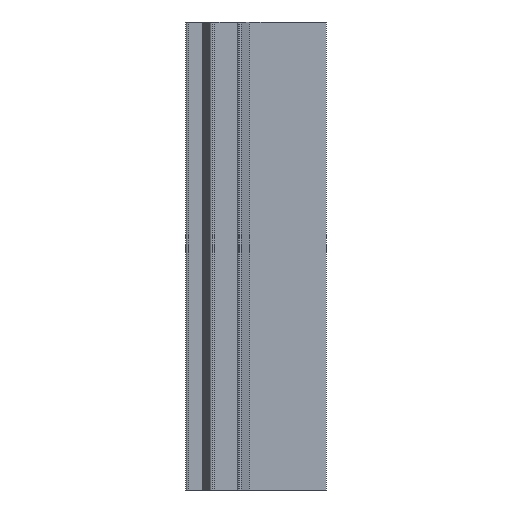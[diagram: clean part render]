
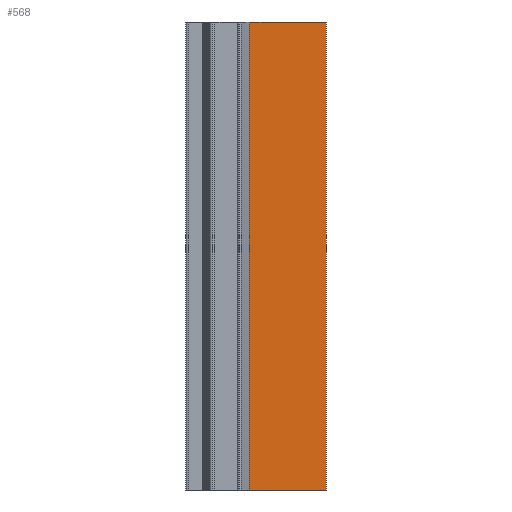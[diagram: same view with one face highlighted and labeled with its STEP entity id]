
A CAD part, front view. The second image highlights one B-rep face of the part: STEP entity #568.
In plain terms, the highlighted planar face has unit normal (0, -1, 0).
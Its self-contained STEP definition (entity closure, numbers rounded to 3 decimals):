
#27=PLANE('',#631);
#56=FACE_OUTER_BOUND('',#86,.T.);
#86=EDGE_LOOP('',(#473,#474,#475,#476));
#116=LINE('',#850,#183);
#146=LINE('',#923,#213);
#147=LINE('',#926,#214);
#148=LINE('',#927,#215);
#183=VECTOR('',#680,10.);
#213=VECTOR('',#754,10.);
#214=VECTOR('',#757,10.);
#215=VECTOR('',#758,10.);
#270=VERTEX_POINT('',#847);
#271=VERTEX_POINT('',#849);
#292=VERTEX_POINT('',#921);
#293=VERTEX_POINT('',#925);
#325=EDGE_CURVE('',#270,#271,#116,.T.);
#362=EDGE_CURVE('',#270,#292,#146,.T.);
#363=EDGE_CURVE('',#293,#292,#147,.T.);
#364=EDGE_CURVE('',#271,#293,#148,.T.);
#473=ORIENTED_EDGE('',*,*,#362,.T.);
#474=ORIENTED_EDGE('',*,*,#363,.F.);
#475=ORIENTED_EDGE('',*,*,#364,.F.);
#476=ORIENTED_EDGE('',*,*,#325,.F.);
#568=ADVANCED_FACE('',(#56),#27,.T.);
#631=AXIS2_PLACEMENT_3D('',#924,#755,#756);
#680=DIRECTION('',(-1.,0.,0.));
#754=DIRECTION('',(0.,0.,1.));
#755=DIRECTION('center_axis',(0.,-1.,0.));
#756=DIRECTION('ref_axis',(1.,0.,0.));
#757=DIRECTION('',(1.,0.,0.));
#758=DIRECTION('',(0.,0.,1.));
#847=CARTESIAN_POINT('',(21.5,0.,-50.));
#849=CARTESIAN_POINT('',(3.703,0.,-50.));
#850=CARTESIAN_POINT('',(3.703,0.,-50.));
#921=CARTESIAN_POINT('',(21.5,0.,50.));
#923=CARTESIAN_POINT('',(21.5,0.,0.));
#924=CARTESIAN_POINT('Origin',(3.703,0.,0.));
#925=CARTESIAN_POINT('',(3.703,0.,50.));
#926=CARTESIAN_POINT('',(3.703,0.,50.));
#927=CARTESIAN_POINT('',(3.703,0.,0.));
